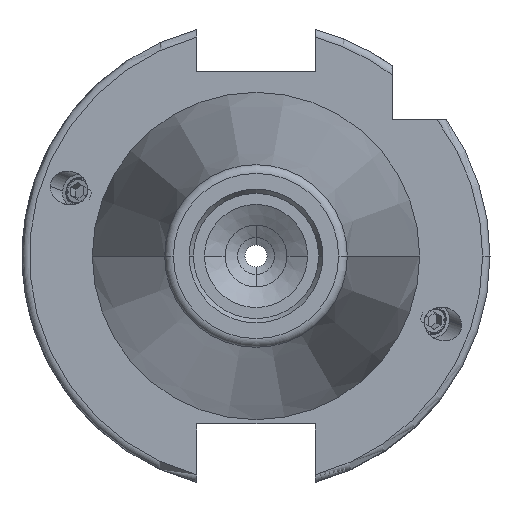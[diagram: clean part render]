
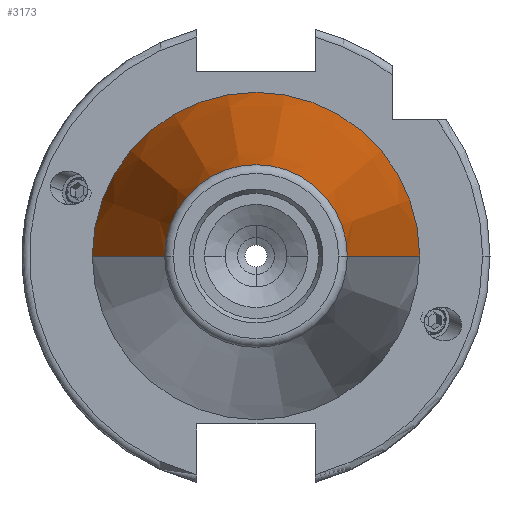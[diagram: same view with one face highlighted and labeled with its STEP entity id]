
A CAD part, left-side view. The second image highlights one B-rep face of the part: STEP entity #3173.
In plain terms, the highlighted conical face has half-angle 8.297 degrees and reference radius 22.225 mm.
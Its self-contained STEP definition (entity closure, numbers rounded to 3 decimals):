
#487 = CONICAL_SURFACE ( 'NONE', #3936, 22.225, 0.145 ) ;
#578 = DIRECTION ( 'NONE',  ( 0.99, 0.144, 0. ) ) ;
#695 = CARTESIAN_POINT ( 'NONE',  ( -67.373, -12.4, 0. ) ) ;
#768 = CARTESIAN_POINT ( 'NONE',  ( -67.373, 12.4, 0. ) ) ;
#995 = EDGE_CURVE ( 'NONE', #3119, #5304, #5587, .T. ) ;
#1007 = ORIENTED_EDGE ( 'NONE', *, *, #995, .T. ) ;
#1032 = CARTESIAN_POINT ( 'NONE',  ( 0., 22.225, 0. ) ) ;
#1062 = EDGE_CURVE ( 'NONE', #1742, #1804, #4984, .T. ) ;
#1070 = ORIENTED_EDGE ( 'NONE', *, *, #1180, .T. ) ;
#1128 = FACE_OUTER_BOUND ( 'NONE', #5754, .T. ) ;
#1135 = VECTOR ( 'NONE', #578, 1000. ) ;
#1168 = CARTESIAN_POINT ( 'NONE',  ( 0., 0., 0. ) ) ;
#1180 = EDGE_CURVE ( 'NONE', #1742, #3119, #2110, .T. ) ;
#1258 = DIRECTION ( 'NONE',  ( -1., 0., 0. ) ) ;
#1584 = EDGE_CURVE ( 'NONE', #1804, #5304, #2027, .T. ) ;
#1742 = VERTEX_POINT ( 'NONE', #695 ) ;
#1768 = CARTESIAN_POINT ( 'NONE',  ( -67.373, 0., 0. ) ) ;
#1804 = VERTEX_POINT ( 'NONE', #768 ) ;
#2027 = LINE ( 'NONE', #1032, #1135 ) ;
#2043 = ORIENTED_EDGE ( 'NONE', *, *, #1062, .F. ) ;
#2057 = CARTESIAN_POINT ( 'NONE',  ( 0., 0., 0. ) ) ;
#2110 = LINE ( 'NONE', #4109, #3490 ) ;
#2881 = AXIS2_PLACEMENT_3D ( 'NONE', #1168, #1258, #3027 ) ;
#3027 = DIRECTION ( 'NONE',  ( 0., -1., 0. ) ) ;
#3119 = VERTEX_POINT ( 'NONE', #3346 ) ;
#3136 = DIRECTION ( 'NONE',  ( 0., 1., 0. ) ) ;
#3173 = ADVANCED_FACE ( 'NONE', ( #1128 ), #487, .T. ) ;
#3346 = CARTESIAN_POINT ( 'NONE',  ( 0., -22.225, 0. ) ) ;
#3490 = VECTOR ( 'NONE', #4522, 1000. ) ;
#3936 = AXIS2_PLACEMENT_3D ( 'NONE', #2057, #5348, #3136 ) ;
#3977 = ORIENTED_EDGE ( 'NONE', *, *, #1584, .F. ) ;
#4109 = CARTESIAN_POINT ( 'NONE',  ( 0., -22.225, 0. ) ) ;
#4381 = AXIS2_PLACEMENT_3D ( 'NONE', #1768, #5172, #6004 ) ;
#4522 = DIRECTION ( 'NONE',  ( 0.99, -0.144, 0. ) ) ;
#4802 = CARTESIAN_POINT ( 'NONE',  ( 0., 22.225, 0. ) ) ;
#4984 = CIRCLE ( 'NONE', #4381, 12.4 ) ;
#5172 = DIRECTION ( 'NONE',  ( -1., 0., 0. ) ) ;
#5304 = VERTEX_POINT ( 'NONE', #4802 ) ;
#5348 = DIRECTION ( 'NONE',  ( 1., 0., 0. ) ) ;
#5587 = CIRCLE ( 'NONE', #2881, 22.225 ) ;
#5754 = EDGE_LOOP ( 'NONE', ( #2043, #1070, #1007, #3977 ) ) ;
#6004 = DIRECTION ( 'NONE',  ( 0., -1., 0. ) ) ;
